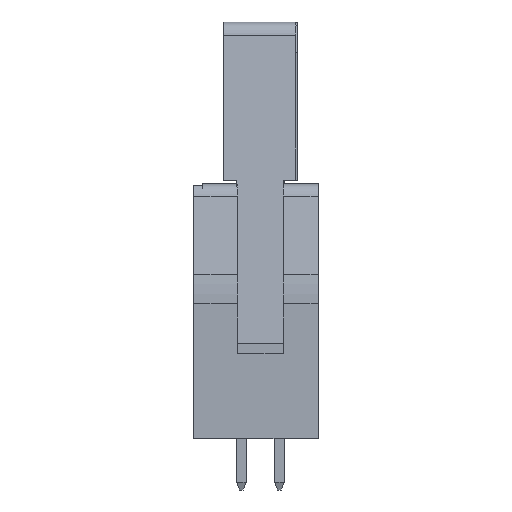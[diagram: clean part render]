
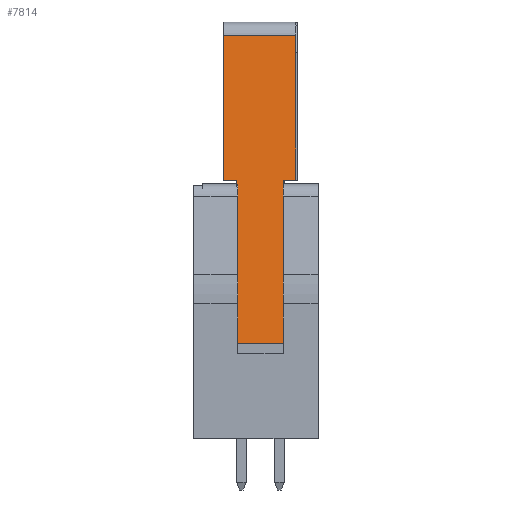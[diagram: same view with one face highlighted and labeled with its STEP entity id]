
A CAD part, left-side view. The second image highlights one B-rep face of the part: STEP entity #7814.
In plain terms, the highlighted face is planar.
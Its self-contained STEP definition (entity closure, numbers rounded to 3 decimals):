
#2208=ORIENTED_EDGE('',*,*,#3445,.T.);
#2209=ORIENTED_EDGE('',*,*,#3446,.F.);
#2210=ORIENTED_EDGE('',*,*,#3447,.T.);
#2211=ORIENTED_EDGE('',*,*,#3448,.T.);
#2212=ORIENTED_EDGE('',*,*,#3449,.F.);
#2213=ORIENTED_EDGE('',*,*,#3450,.F.);
#2214=ORIENTED_EDGE('',*,*,#3451,.T.);
#2215=ORIENTED_EDGE('',*,*,#3452,.F.);
#3445=EDGE_CURVE('',#4224,#4225,#5229,.T.);
#3446=EDGE_CURVE('',#4226,#4225,#5230,.T.);
#3447=EDGE_CURVE('',#4226,#4227,#5231,.F.);
#3448=EDGE_CURVE('',#4227,#4228,#5232,.T.);
#3449=EDGE_CURVE('',#4229,#4228,#5233,.T.);
#3450=EDGE_CURVE('',#4230,#4229,#5234,.T.);
#3451=EDGE_CURVE('',#4230,#4231,#5235,.T.);
#3452=EDGE_CURVE('',#4224,#4231,#5236,.T.);
#4224=VERTEX_POINT('',#12226);
#4225=VERTEX_POINT('',#12227);
#4226=VERTEX_POINT('',#12229);
#4227=VERTEX_POINT('',#12231);
#4228=VERTEX_POINT('',#12233);
#4229=VERTEX_POINT('',#12235);
#4230=VERTEX_POINT('',#12237);
#4231=VERTEX_POINT('',#12239);
#5229=LINE('',#12225,#6263);
#5230=LINE('',#12228,#6264);
#5231=LINE('',#12230,#6265);
#5232=LINE('',#12232,#6266);
#5233=LINE('',#12234,#6267);
#5234=LINE('',#12236,#6268);
#5235=LINE('',#12238,#6269);
#5236=LINE('',#12240,#6270);
#6263=VECTOR('',#9976,1000.);
#6264=VECTOR('',#9977,1000.);
#6265=VECTOR('',#9978,1000.);
#6266=VECTOR('',#9979,1000.);
#6267=VECTOR('',#9980,1000.);
#6268=VECTOR('',#9981,1000.);
#6269=VECTOR('',#9982,1000.);
#6270=VECTOR('',#9983,1000.);
#6720=EDGE_LOOP('',(#2208,#2209,#2210,#2211,#2212,#2213,#2214,#2215));
#7134=FACE_BOUND('',#6720,.T.);
#7474=PLANE('',#8253);
#7814=ADVANCED_FACE('',(#7134),#7474,.T.);
#8253=AXIS2_PLACEMENT_3D('',#12224,#9974,#9975);
#9974=DIRECTION('',(0.993,0.,0.117));
#9975=DIRECTION('',(0.117,0.,-0.993));
#9976=DIRECTION('',(0.,1.,0.));
#9977=DIRECTION('',(0.117,0.,-0.993));
#9978=DIRECTION('',(0.,1.,0.));
#9979=DIRECTION('',(0.117,0.,-0.993));
#9980=DIRECTION('',(0.,-1.,0.));
#9981=DIRECTION('',(-0.117,0.,0.993));
#9982=DIRECTION('',(0.,1.,0.));
#9983=DIRECTION('',(0.117,0.,-0.993));
#12224=CARTESIAN_POINT('',(2.,-2.4,14.274));
#12225=CARTESIAN_POINT('',(3.364,1.57,2.738));
#12226=CARTESIAN_POINT('',(3.364,1.57,2.738));
#12227=CARTESIAN_POINT('',(3.364,2.4,2.738));
#12228=CARTESIAN_POINT('',(2.,2.4,14.274));
#12229=CARTESIAN_POINT('',(2.221,2.4,12.403));
#12230=CARTESIAN_POINT('',(2.221,-2.4,12.403));
#12231=CARTESIAN_POINT('',(2.221,-2.4,12.403));
#12232=CARTESIAN_POINT('',(2.,-2.4,14.274));
#12233=CARTESIAN_POINT('',(3.364,-2.4,2.738));
#12234=CARTESIAN_POINT('',(3.364,-1.57,2.738));
#12235=CARTESIAN_POINT('',(3.364,-1.57,2.738));
#12236=CARTESIAN_POINT('',(3.364,-1.57,2.738));
#12237=CARTESIAN_POINT('',(4.65,-1.57,-8.145));
#12238=CARTESIAN_POINT('',(4.65,-2.4,-8.145));
#12239=CARTESIAN_POINT('',(4.65,1.57,-8.145));
#12240=CARTESIAN_POINT('',(3.364,1.57,2.738));
